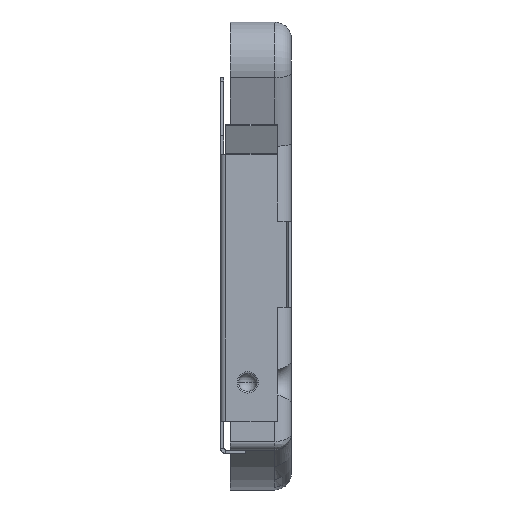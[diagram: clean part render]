
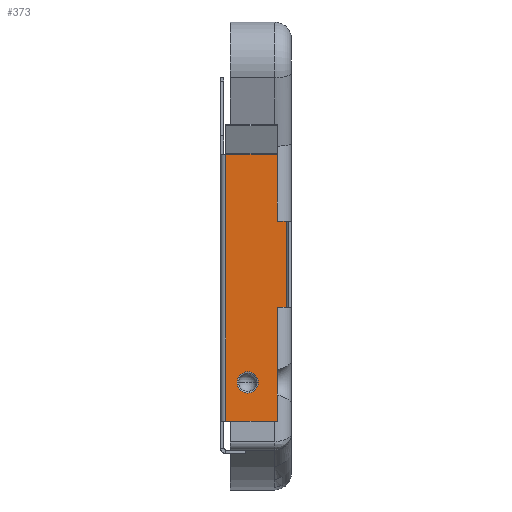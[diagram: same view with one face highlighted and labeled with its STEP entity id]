
A CAD part, left-side view. The second image highlights one B-rep face of the part: STEP entity #373.
In plain terms, the highlighted planar face has unit normal (-1, 0, 0).
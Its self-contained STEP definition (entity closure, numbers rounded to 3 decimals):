
#6 = VERTEX_POINT ( 'NONE', #2279 ) ;
#41 = CARTESIAN_POINT ( 'NONE',  ( -13.6, 0.83, 2.61 ) ) ;
#55 = DIRECTION ( 'NONE',  ( 1., 0., 0. ) ) ;
#79 = ORIENTED_EDGE ( 'NONE', *, *, #982, .F. ) ;
#172 = CARTESIAN_POINT ( 'NONE',  ( -13.6, 3.88, 0. ) ) ;
#186 = EDGE_CURVE ( 'NONE', #3155, #713, #3561, .T. ) ;
#222 = CARTESIAN_POINT ( 'NONE',  ( -13.6, 0.3, -2.47 ) ) ;
#371 = ORIENTED_EDGE ( 'NONE', *, *, #4579, .T. ) ;
#373 = ADVANCED_FACE ( 'NONE', ( #3954, #2745 ), #1061, .F. ) ;
#449 = CARTESIAN_POINT ( 'NONE',  ( -13.6, 0.83, -9.2 ) ) ;
#519 = DIRECTION ( 'NONE',  ( 0., 1., 0. ) ) ;
#571 = CARTESIAN_POINT ( 'NONE',  ( -13.6, 2.58, -6.91 ) ) ;
#596 = VERTEX_POINT ( 'NONE', #4969 ) ;
#597 = CARTESIAN_POINT ( 'NONE',  ( -13.6, 3.98, -9.2 ) ) ;
#598 = CARTESIAN_POINT ( 'NONE',  ( -13.6, 1.953, -6.91 ) ) ;
#713 = VERTEX_POINT ( 'NONE', #222 ) ;
#822 = ORIENTED_EDGE ( 'NONE', *, *, #2661, .T. ) ;
#850 = LINE ( 'NONE', #597, #5915 ) ;
#911 = CARTESIAN_POINT ( 'NONE',  ( -13.6, 0.3, 2.61 ) ) ;
#982 = EDGE_CURVE ( 'NONE', #6, #2924, #1945, .T. ) ;
#1045 = DIRECTION ( 'NONE',  ( 0., 1., 0. ) ) ;
#1061 = PLANE ( 'NONE',  #2110 ) ;
#1103 = CARTESIAN_POINT ( 'NONE',  ( -13.6, 0.3, 2.61 ) ) ;
#1127 = DIRECTION ( 'NONE',  ( 0., 0., -1. ) ) ;
#1177 = VECTOR ( 'NONE', #3534, 1000. ) ;
#1513 = CARTESIAN_POINT ( 'NONE',  ( -13.6, 2.58, -6.91 ) ) ;
#1515 = VECTOR ( 'NONE', #5840, 1000. ) ;
#1945 = LINE ( 'NONE', #5129, #3880 ) ;
#2110 = AXIS2_PLACEMENT_3D ( 'NONE', #41, #3188, #3628 ) ;
#2279 = CARTESIAN_POINT ( 'NONE',  ( -13.6, 0.83, 6.55 ) ) ;
#2305 = AXIS2_PLACEMENT_3D ( 'NONE', #571, #5706, #1045 ) ;
#2359 = ORIENTED_EDGE ( 'NONE', *, *, #6589, .F. ) ;
#2563 = DIRECTION ( 'NONE',  ( 0., 0., -1. ) ) ;
#2573 = ORIENTED_EDGE ( 'NONE', *, *, #4587, .F. ) ;
#2661 = EDGE_CURVE ( 'NONE', #4635, #2888, #3293, .T. ) ;
#2745 = FACE_OUTER_BOUND ( 'NONE', #5186, .T. ) ;
#2854 = VERTEX_POINT ( 'NONE', #3704 ) ;
#2867 = CIRCLE ( 'NONE', #3108, 0.627 ) ;
#2888 = VERTEX_POINT ( 'NONE', #598 ) ;
#2924 = VERTEX_POINT ( 'NONE', #6351 ) ;
#3108 = AXIS2_PLACEMENT_3D ( 'NONE', #1513, #55, #519 ) ;
#3141 = DIRECTION ( 'NONE',  ( 0., 1., 0. ) ) ;
#3147 = LINE ( 'NONE', #449, #5788 ) ;
#3155 = VERTEX_POINT ( 'NONE', #911 ) ;
#3172 = LINE ( 'NONE', #3935, #3406 ) ;
#3174 = CARTESIAN_POINT ( 'NONE',  ( -13.6, 3.88, 6.55 ) ) ;
#3188 = DIRECTION ( 'NONE',  ( 1., 0., 0. ) ) ;
#3213 = CARTESIAN_POINT ( 'NONE',  ( -13.6, 0.83, 2.61 ) ) ;
#3293 = CIRCLE ( 'NONE', #2305, 0.627 ) ;
#3406 = VECTOR ( 'NONE', #5933, 1000. ) ;
#3534 = DIRECTION ( 'NONE',  ( 0., -1., 0. ) ) ;
#3539 = ORIENTED_EDGE ( 'NONE', *, *, #4269, .T. ) ;
#3561 = LINE ( 'NONE', #1103, #4110 ) ;
#3628 = DIRECTION ( 'NONE',  ( 0., 1., 0. ) ) ;
#3704 = CARTESIAN_POINT ( 'NONE',  ( -13.6, 0.83, -9.2 ) ) ;
#3829 = CARTESIAN_POINT ( 'NONE',  ( -13.6, 3.88, -9.2 ) ) ;
#3880 = VECTOR ( 'NONE', #6129, 1000. ) ;
#3912 = VERTEX_POINT ( 'NONE', #3829 ) ;
#3913 = EDGE_CURVE ( 'NONE', #6209, #3912, #4585, .T. ) ;
#3935 = CARTESIAN_POINT ( 'NONE',  ( -13.6, 0.83, 6.55 ) ) ;
#3954 = FACE_BOUND ( 'NONE', #5426, .T. ) ;
#4030 = CARTESIAN_POINT ( 'NONE',  ( -13.6, 3.207, -6.91 ) ) ;
#4110 = VECTOR ( 'NONE', #1127, 1000. ) ;
#4269 = EDGE_CURVE ( 'NONE', #2888, #4635, #2867, .T. ) ;
#4579 = EDGE_CURVE ( 'NONE', #596, #713, #6237, .T. ) ;
#4585 = LINE ( 'NONE', #172, #1515 ) ;
#4587 = EDGE_CURVE ( 'NONE', #596, #2854, #3147, .T. ) ;
#4635 = VERTEX_POINT ( 'NONE', #4030 ) ;
#4969 = CARTESIAN_POINT ( 'NONE',  ( -13.6, 0.83, -2.47 ) ) ;
#5129 = CARTESIAN_POINT ( 'NONE',  ( -13.6, 0.83, -9.2 ) ) ;
#5166 = ORIENTED_EDGE ( 'NONE', *, *, #5431, .F. ) ;
#5186 = EDGE_LOOP ( 'NONE', ( #371, #5754, #6204, #79, #2359, #5412, #5166, #2573 ) ) ;
#5352 = VECTOR ( 'NONE', #5716, 1000. ) ;
#5412 = ORIENTED_EDGE ( 'NONE', *, *, #3913, .T. ) ;
#5426 = EDGE_LOOP ( 'NONE', ( #822, #3539 ) ) ;
#5431 = EDGE_CURVE ( 'NONE', #2854, #3912, #850, .T. ) ;
#5706 = DIRECTION ( 'NONE',  ( 1., 0., 0. ) ) ;
#5716 = DIRECTION ( 'NONE',  ( 0., -1., 0. ) ) ;
#5754 = ORIENTED_EDGE ( 'NONE', *, *, #186, .F. ) ;
#5788 = VECTOR ( 'NONE', #2563, 1000. ) ;
#5840 = DIRECTION ( 'NONE',  ( 0., 0., -1. ) ) ;
#5915 = VECTOR ( 'NONE', #3141, 1000. ) ;
#5933 = DIRECTION ( 'NONE',  ( 0., -1., 0. ) ) ;
#6129 = DIRECTION ( 'NONE',  ( 0., 0., -1. ) ) ;
#6131 = CARTESIAN_POINT ( 'NONE',  ( -13.6, 0.83, -2.47 ) ) ;
#6204 = ORIENTED_EDGE ( 'NONE', *, *, #6436, .F. ) ;
#6209 = VERTEX_POINT ( 'NONE', #3174 ) ;
#6237 = LINE ( 'NONE', #6131, #1177 ) ;
#6351 = CARTESIAN_POINT ( 'NONE',  ( -13.6, 0.83, 2.61 ) ) ;
#6436 = EDGE_CURVE ( 'NONE', #2924, #3155, #6450, .T. ) ;
#6450 = LINE ( 'NONE', #3213, #5352 ) ;
#6589 = EDGE_CURVE ( 'NONE', #6209, #6, #3172, .T. ) ;
